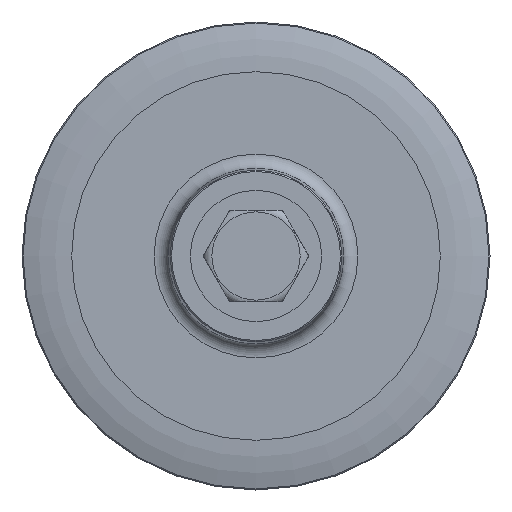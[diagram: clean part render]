
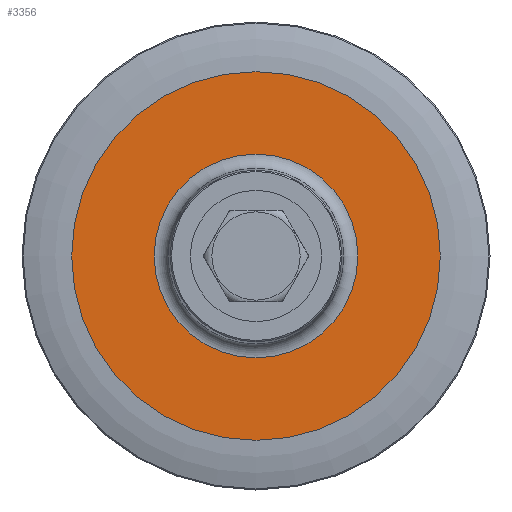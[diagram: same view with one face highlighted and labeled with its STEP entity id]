
A CAD part, front view. The second image highlights one B-rep face of the part: STEP entity #3356.
In plain terms, the highlighted planar face has unit normal (0, -1, 0).
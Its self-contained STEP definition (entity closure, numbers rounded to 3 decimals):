
#230=FACE_BOUND('',#532,.T.);
#247=PLANE('',#3795);
#345=FACE_OUTER_BOUND('',#531,.T.);
#531=EDGE_LOOP('',(#2396));
#532=EDGE_LOOP('',(#2397));
#1239=CIRCLE('',#3777,32.297);
#1250=CIRCLE('',#3794,17.855);
#1480=VERTEX_POINT('',#5425);
#1485=VERTEX_POINT('',#5446);
#1825=EDGE_CURVE('',#1480,#1480,#1239,.T.);
#1836=EDGE_CURVE('',#1485,#1485,#1250,.T.);
#2396=ORIENTED_EDGE('',*,*,#1825,.T.);
#2397=ORIENTED_EDGE('',*,*,#1836,.F.);
#3356=ADVANCED_FACE('',(#345,#230),#247,.T.);
#3777=AXIS2_PLACEMENT_3D('',#5426,#4286,#4287);
#3794=AXIS2_PLACEMENT_3D('',#5448,#4320,#4321);
#3795=AXIS2_PLACEMENT_3D('',#5449,#4322,#4323);
#4286=DIRECTION('center_axis',(0.,-1.,0.));
#4287=DIRECTION('ref_axis',(0.,0.,1.));
#4320=DIRECTION('center_axis',(0.,-1.,0.));
#4321=DIRECTION('ref_axis',(0.,0.,-1.));
#4322=DIRECTION('center_axis',(0.,-1.,0.));
#4323=DIRECTION('ref_axis',(0.,0.,-1.));
#5425=CARTESIAN_POINT('',(0.,-11.5,32.297));
#5426=CARTESIAN_POINT('Origin',(0.,-11.5,0.));
#5446=CARTESIAN_POINT('',(0.,-11.5,-17.855));
#5448=CARTESIAN_POINT('Origin',(0.,-11.5,0.));
#5449=CARTESIAN_POINT('Origin',(0.,-11.5,41.));
